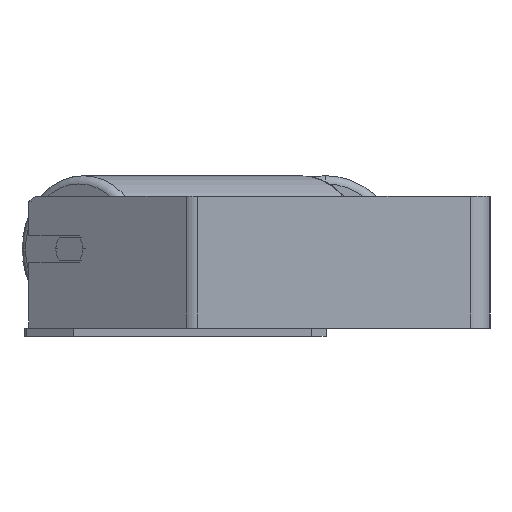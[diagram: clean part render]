
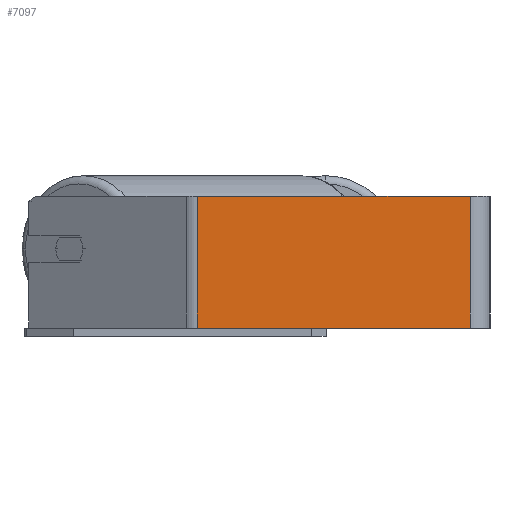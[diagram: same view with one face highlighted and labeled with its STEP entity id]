
A CAD part, left-side view. The second image highlights one B-rep face of the part: STEP entity #7097.
In plain terms, the highlighted planar face has unit normal (-1, 0, 0).
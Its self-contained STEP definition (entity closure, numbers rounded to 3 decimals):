
#604 = CARTESIAN_POINT ( 'NONE',  ( -415., 181.304, 40. ) ) ;
#708 = VERTEX_POINT ( 'NONE', #1597 ) ;
#1308 = ORIENTED_EDGE ( 'NONE', *, *, #8903, .T. ) ;
#1404 = ORIENTED_EDGE ( 'NONE', *, *, #2712, .F. ) ;
#1545 = AXIS2_PLACEMENT_3D ( 'NONE', #604, #3381, #3248 ) ;
#1597 = CARTESIAN_POINT ( 'NONE',  ( -415., 12., 40. ) ) ;
#1660 = CARTESIAN_POINT ( 'NONE',  ( -415., 12., 40. ) ) ;
#1722 = VERTEX_POINT ( 'NONE', #8049 ) ;
#2079 = EDGE_CURVE ( 'NONE', #5351, #1722, #3880, .T. ) ;
#2712 = EDGE_CURVE ( 'NONE', #4617, #708, #4003, .T. ) ;
#2887 = CARTESIAN_POINT ( 'NONE',  ( -415., 177.52, 40. ) ) ;
#3248 = DIRECTION ( 'NONE',  ( 0., 0., -1. ) ) ;
#3320 = DIRECTION ( 'NONE',  ( 0., -1., 0. ) ) ;
#3381 = DIRECTION ( 'NONE',  ( 1., 0., 0. ) ) ;
#3455 = VECTOR ( 'NONE', #5149, 1000. ) ;
#3555 = LINE ( 'NONE', #2887, #3455 ) ;
#3880 = LINE ( 'NONE', #5251, #5125 ) ;
#4003 = LINE ( 'NONE', #8337, #7954 ) ;
#4617 = VERTEX_POINT ( 'NONE', #7909 ) ;
#4755 = FACE_OUTER_BOUND ( 'NONE', #6726, .T. ) ;
#5048 = CARTESIAN_POINT ( 'NONE',  ( -415., 177.52, -40. ) ) ;
#5125 = VECTOR ( 'NONE', #6689, 1000. ) ;
#5149 = DIRECTION ( 'NONE',  ( 0., 0., -1. ) ) ;
#5251 = CARTESIAN_POINT ( 'NONE',  ( -415., 181.304, -40. ) ) ;
#5351 = VERTEX_POINT ( 'NONE', #5048 ) ;
#5481 = EDGE_CURVE ( 'NONE', #708, #1722, #8813, .T. ) ;
#6689 = DIRECTION ( 'NONE',  ( 0., -1., 0. ) ) ;
#6726 = EDGE_LOOP ( 'NONE', ( #8758, #8365, #1404, #1308 ) ) ;
#7097 = ADVANCED_FACE ( 'NONE', ( #4755 ), #8353, .F. ) ;
#7305 = DIRECTION ( 'NONE',  ( 0., 0., -1. ) ) ;
#7909 = CARTESIAN_POINT ( 'NONE',  ( -415., 177.52, 40. ) ) ;
#7954 = VECTOR ( 'NONE', #3320, 1000. ) ;
#8049 = CARTESIAN_POINT ( 'NONE',  ( -415., 12., -40. ) ) ;
#8256 = VECTOR ( 'NONE', #7305, 1000. ) ;
#8337 = CARTESIAN_POINT ( 'NONE',  ( -415., 181.304, 40. ) ) ;
#8353 = PLANE ( 'NONE',  #1545 ) ;
#8365 = ORIENTED_EDGE ( 'NONE', *, *, #5481, .F. ) ;
#8758 = ORIENTED_EDGE ( 'NONE', *, *, #2079, .T. ) ;
#8813 = LINE ( 'NONE', #1660, #8256 ) ;
#8903 = EDGE_CURVE ( 'NONE', #4617, #5351, #3555, .T. ) ;
